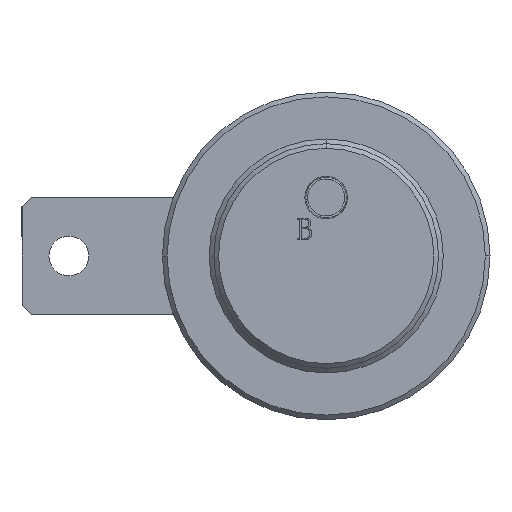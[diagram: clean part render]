
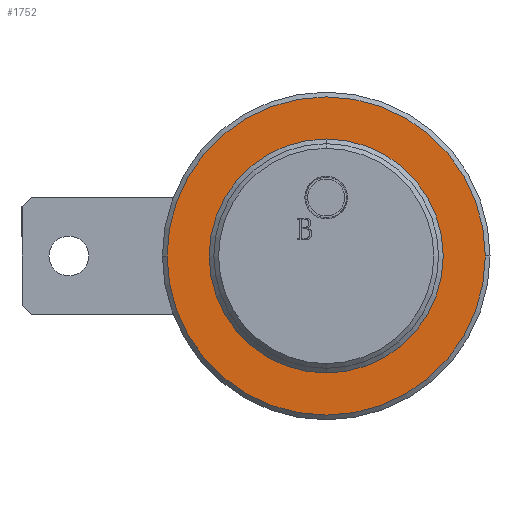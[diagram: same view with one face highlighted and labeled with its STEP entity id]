
A CAD part, front view. The second image highlights one B-rep face of the part: STEP entity #1752.
In plain terms, the highlighted face is planar.
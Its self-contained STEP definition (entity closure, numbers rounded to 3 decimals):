
#109 = VERTEX_POINT ( 'NONE', #1252 ) ;
#122 = VERTEX_POINT ( 'NONE', #1311 ) ;
#146 = VERTEX_POINT ( 'NONE', #1295 ) ;
#233 = VERTEX_POINT ( 'NONE', #1926 ) ;
#436 = EDGE_LOOP ( 'NONE', ( #2165, #2166 ) ) ;
#513 = EDGE_LOOP ( 'NONE', ( #2163, #2164 ) ) ;
#617 = EDGE_CURVE ( 'NONE', #109, #146, #2686, .T. ) ;
#621 = EDGE_CURVE ( 'NONE', #233, #122, #2690, .T. ) ;
#626 = EDGE_CURVE ( 'NONE', #146, #109, #2698, .T. ) ;
#627 = EDGE_CURVE ( 'NONE', #122, #233, #2704, .T. ) ;
#767 = AXIS2_PLACEMENT_3D ( 'NONE', #4722, #4721, #4720 ) ;
#769 = AXIS2_PLACEMENT_3D ( 'NONE', #4709, #4707, #4706 ) ;
#770 = AXIS2_PLACEMENT_3D ( 'NONE', #4696, #4695, #4694 ) ;
#771 = AXIS2_PLACEMENT_3D ( 'NONE', #4692, #4691, #4690 ) ;
#1252 = CARTESIAN_POINT ( 'NONE',  ( 34., 0., 11. ) ) ;
#1295 = CARTESIAN_POINT ( 'NONE',  ( -34., 0., 11. ) ) ;
#1311 = CARTESIAN_POINT ( 'NONE',  ( 25., 0., 11. ) ) ;
#1752 = ADVANCED_FACE ( 'NONE', ( #5026, #5032 ), #5685, .T. ) ;
#1926 = CARTESIAN_POINT ( 'NONE',  ( -25., 0., 11. ) ) ;
#2163 = ORIENTED_EDGE ( 'NONE', *, *, #626, .T. ) ;
#2164 = ORIENTED_EDGE ( 'NONE', *, *, #617, .T. ) ;
#2165 = ORIENTED_EDGE ( 'NONE', *, *, #621, .F. ) ;
#2166 = ORIENTED_EDGE ( 'NONE', *, *, #627, .F. ) ;
#2686 = CIRCLE ( 'NONE', #767, 34. ) ;
#2690 = CIRCLE ( 'NONE', #769, 25. ) ;
#2698 = CIRCLE ( 'NONE', #770, 34. ) ;
#2704 = CIRCLE ( 'NONE', #771, 25. ) ;
#4690 = DIRECTION ( 'NONE',  ( 1., 0., 0. ) ) ;
#4691 = DIRECTION ( 'NONE',  ( 0., 0., 1. ) ) ;
#4692 = CARTESIAN_POINT ( 'NONE',  ( 0., 0., 11. ) ) ;
#4694 = DIRECTION ( 'NONE',  ( 1., 0., 0. ) ) ;
#4695 = DIRECTION ( 'NONE',  ( 0., 0., 1. ) ) ;
#4696 = CARTESIAN_POINT ( 'NONE',  ( 0., 0., 11. ) ) ;
#4706 = DIRECTION ( 'NONE',  ( 1., 0., 0. ) ) ;
#4707 = DIRECTION ( 'NONE',  ( 0., 0., 1. ) ) ;
#4709 = CARTESIAN_POINT ( 'NONE',  ( 0., 0., 11. ) ) ;
#4720 = DIRECTION ( 'NONE',  ( 1., 0., 0. ) ) ;
#4721 = DIRECTION ( 'NONE',  ( 0., 0., 1. ) ) ;
#4722 = CARTESIAN_POINT ( 'NONE',  ( 0., 0., 11. ) ) ;
#5026 = FACE_OUTER_BOUND ( 'NONE', #513, .T. ) ;
#5032 = FACE_BOUND ( 'NONE', #436, .T. ) ;
#5685 = PLANE ( 'NONE',  #5947 ) ;
#5687 = CARTESIAN_POINT ( 'NONE',  ( 0., 0., 11. ) ) ;
#5692 = DIRECTION ( 'NONE',  ( 0., 0., 1. ) ) ;
#5693 = DIRECTION ( 'NONE',  ( 1., 0., 0. ) ) ;
#5947 = AXIS2_PLACEMENT_3D ( 'NONE', #5687, #5692, #5693 ) ;
